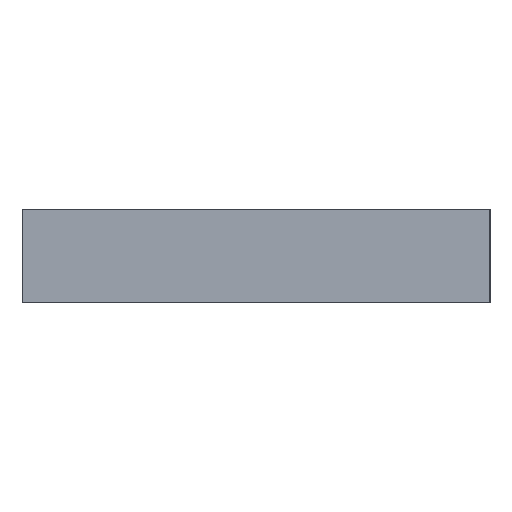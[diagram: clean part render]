
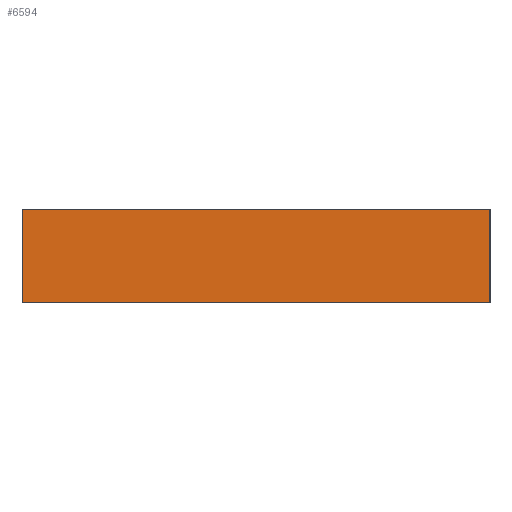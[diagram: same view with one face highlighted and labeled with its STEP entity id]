
A CAD part, left-side view. The second image highlights one B-rep face of the part: STEP entity #6594.
In plain terms, the highlighted planar face has unit normal (-1, 0, 0).
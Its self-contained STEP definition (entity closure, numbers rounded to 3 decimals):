
#73 = PLANE('',#74);
#74 = AXIS2_PLACEMENT_3D('',#75,#76,#77);
#75 = CARTESIAN_POINT('',(0.,0.,4.));
#76 = DIRECTION('',(-0.,-0.,-1.));
#77 = DIRECTION('',(-1.,0.,0.));
#132 = PLANE('',#133);
#133 = AXIS2_PLACEMENT_3D('',#134,#135,#136);
#134 = CARTESIAN_POINT('',(0.,0.,0.));
#135 = DIRECTION('',(-0.,-0.,-1.));
#136 = DIRECTION('',(-1.,0.,0.));
#451 = VERTEX_POINT('',#452);
#452 = CARTESIAN_POINT('',(-75.,-10.,0.));
#466 = PLANE('',#467);
#467 = AXIS2_PLACEMENT_3D('',#468,#469,#470);
#468 = CARTESIAN_POINT('',(-53.979,-10.,0.));
#469 = DIRECTION('',(0.,-1.,0.));
#470 = DIRECTION('',(-1.,0.,0.));
#478 = EDGE_CURVE('',#451,#479,#481,.T.);
#479 = VERTEX_POINT('',#480);
#480 = CARTESIAN_POINT('',(-75.,10.,0.));
#481 = SURFACE_CURVE('',#482,(#486,#493),.PCURVE_S1.);
#482 = LINE('',#483,#484);
#483 = CARTESIAN_POINT('',(-75.,-10.,0.));
#484 = VECTOR('',#485,1.);
#485 = DIRECTION('',(0.,1.,0.));
#486 = PCURVE('',#132,#487);
#487 = DEFINITIONAL_REPRESENTATION('',(#488),#492);
#488 = LINE('',#489,#490);
#489 = CARTESIAN_POINT('',(75.,-10.));
#490 = VECTOR('',#491,1.);
#491 = DIRECTION('',(0.,1.));
#492 = ( GEOMETRIC_REPRESENTATION_CONTEXT(2) 
PARAMETRIC_REPRESENTATION_CONTEXT() REPRESENTATION_CONTEXT('2D SPACE',''
  ) );
#493 = PCURVE('',#494,#499);
#494 = PLANE('',#495);
#495 = AXIS2_PLACEMENT_3D('',#496,#497,#498);
#496 = CARTESIAN_POINT('',(-75.,-10.,0.));
#497 = DIRECTION('',(-1.,0.,0.));
#498 = DIRECTION('',(0.,1.,0.));
#499 = DEFINITIONAL_REPRESENTATION('',(#500),#504);
#500 = LINE('',#501,#502);
#501 = CARTESIAN_POINT('',(0.,0.));
#502 = VECTOR('',#503,1.);
#503 = DIRECTION('',(1.,0.));
#504 = ( GEOMETRIC_REPRESENTATION_CONTEXT(2) 
PARAMETRIC_REPRESENTATION_CONTEXT() REPRESENTATION_CONTEXT('2D SPACE',''
  ) );
#522 = PLANE('',#523);
#523 = AXIS2_PLACEMENT_3D('',#524,#525,#526);
#524 = CARTESIAN_POINT('',(-75.,10.,0.));
#525 = DIRECTION('',(0.,1.,0.));
#526 = DIRECTION('',(1.,0.,0.));
#3792 = VERTEX_POINT('',#3793);
#3793 = CARTESIAN_POINT('',(-75.,-10.,4.));
#3814 = EDGE_CURVE('',#3792,#3815,#3817,.T.);
#3815 = VERTEX_POINT('',#3816);
#3816 = CARTESIAN_POINT('',(-75.,10.,4.));
#3817 = SURFACE_CURVE('',#3818,(#3822,#3829),.PCURVE_S1.);
#3818 = LINE('',#3819,#3820);
#3819 = CARTESIAN_POINT('',(-75.,-10.,4.));
#3820 = VECTOR('',#3821,1.);
#3821 = DIRECTION('',(0.,1.,0.));
#3822 = PCURVE('',#73,#3823);
#3823 = DEFINITIONAL_REPRESENTATION('',(#3824),#3828);
#3824 = LINE('',#3825,#3826);
#3825 = CARTESIAN_POINT('',(75.,-10.));
#3826 = VECTOR('',#3827,1.);
#3827 = DIRECTION('',(0.,1.));
#3828 = ( GEOMETRIC_REPRESENTATION_CONTEXT(2) 
PARAMETRIC_REPRESENTATION_CONTEXT() REPRESENTATION_CONTEXT('2D SPACE',''
  ) );
#3829 = PCURVE('',#494,#3830);
#3830 = DEFINITIONAL_REPRESENTATION('',(#3831),#3835);
#3831 = LINE('',#3832,#3833);
#3832 = CARTESIAN_POINT('',(0.,-4.));
#3833 = VECTOR('',#3834,1.);
#3834 = DIRECTION('',(1.,0.));
#3835 = ( GEOMETRIC_REPRESENTATION_CONTEXT(2) 
PARAMETRIC_REPRESENTATION_CONTEXT() REPRESENTATION_CONTEXT('2D SPACE',''
  ) );
#6544 = EDGE_CURVE('',#479,#3815,#6545,.T.);
#6545 = SURFACE_CURVE('',#6546,(#6550,#6557),.PCURVE_S1.);
#6546 = LINE('',#6547,#6548);
#6547 = CARTESIAN_POINT('',(-75.,10.,0.));
#6548 = VECTOR('',#6549,1.);
#6549 = DIRECTION('',(0.,0.,1.));
#6550 = PCURVE('',#522,#6551);
#6551 = DEFINITIONAL_REPRESENTATION('',(#6552),#6556);
#6552 = LINE('',#6553,#6554);
#6553 = CARTESIAN_POINT('',(0.,0.));
#6554 = VECTOR('',#6555,1.);
#6555 = DIRECTION('',(0.,-1.));
#6556 = ( GEOMETRIC_REPRESENTATION_CONTEXT(2) 
PARAMETRIC_REPRESENTATION_CONTEXT() REPRESENTATION_CONTEXT('2D SPACE',''
  ) );
#6557 = PCURVE('',#494,#6558);
#6558 = DEFINITIONAL_REPRESENTATION('',(#6559),#6563);
#6559 = LINE('',#6560,#6561);
#6560 = CARTESIAN_POINT('',(20.,0.));
#6561 = VECTOR('',#6562,1.);
#6562 = DIRECTION('',(0.,-1.));
#6563 = ( GEOMETRIC_REPRESENTATION_CONTEXT(2) 
PARAMETRIC_REPRESENTATION_CONTEXT() REPRESENTATION_CONTEXT('2D SPACE',''
  ) );
#6594 = ADVANCED_FACE('',(#6595),#494,.T.);
#6595 = FACE_BOUND('',#6596,.T.);
#6596 = EDGE_LOOP('',(#6597,#6618,#6619,#6620));
#6597 = ORIENTED_EDGE('',*,*,#6598,.T.);
#6598 = EDGE_CURVE('',#451,#3792,#6599,.T.);
#6599 = SURFACE_CURVE('',#6600,(#6604,#6611),.PCURVE_S1.);
#6600 = LINE('',#6601,#6602);
#6601 = CARTESIAN_POINT('',(-75.,-10.,0.));
#6602 = VECTOR('',#6603,1.);
#6603 = DIRECTION('',(0.,0.,1.));
#6604 = PCURVE('',#494,#6605);
#6605 = DEFINITIONAL_REPRESENTATION('',(#6606),#6610);
#6606 = LINE('',#6607,#6608);
#6607 = CARTESIAN_POINT('',(0.,0.));
#6608 = VECTOR('',#6609,1.);
#6609 = DIRECTION('',(0.,-1.));
#6610 = ( GEOMETRIC_REPRESENTATION_CONTEXT(2) 
PARAMETRIC_REPRESENTATION_CONTEXT() REPRESENTATION_CONTEXT('2D SPACE',''
  ) );
#6611 = PCURVE('',#466,#6612);
#6612 = DEFINITIONAL_REPRESENTATION('',(#6613),#6617);
#6613 = LINE('',#6614,#6615);
#6614 = CARTESIAN_POINT('',(21.021,0.));
#6615 = VECTOR('',#6616,1.);
#6616 = DIRECTION('',(0.,-1.));
#6617 = ( GEOMETRIC_REPRESENTATION_CONTEXT(2) 
PARAMETRIC_REPRESENTATION_CONTEXT() REPRESENTATION_CONTEXT('2D SPACE',''
  ) );
#6618 = ORIENTED_EDGE('',*,*,#3814,.T.);
#6619 = ORIENTED_EDGE('',*,*,#6544,.F.);
#6620 = ORIENTED_EDGE('',*,*,#478,.F.);
